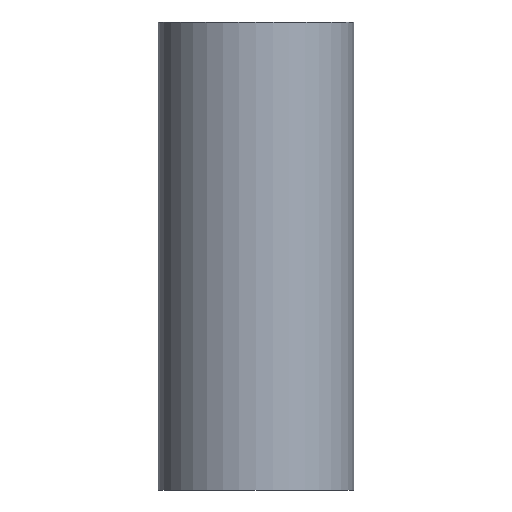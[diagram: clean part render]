
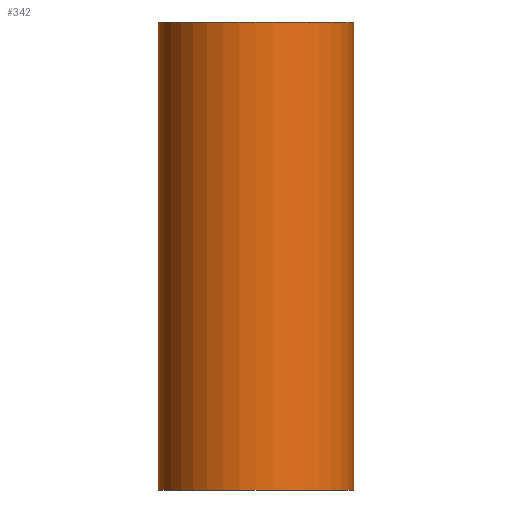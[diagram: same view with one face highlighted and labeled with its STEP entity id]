
A CAD part, front view. The second image highlights one B-rep face of the part: STEP entity #342.
In plain terms, the highlighted cylindrical face has radius 65 mm (diameter 130 mm), a partial arc.
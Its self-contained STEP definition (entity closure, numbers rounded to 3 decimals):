
#8 = CARTESIAN_POINT ( 'NONE',  ( 3694.403, 1099.365, -311. ) ) ;
#21 = DIRECTION ( 'NONE',  ( 0., 0., 1. ) ) ;
#29 = CARTESIAN_POINT ( 'NONE',  ( 3759.403, 1099.365, -494.848 ) ) ;
#39 = CIRCLE ( 'NONE', #349, 65. ) ;
#41 = CYLINDRICAL_SURFACE ( 'NONE', #172, 65. ) ;
#52 = DIRECTION ( 'NONE',  ( 1., 0., 0. ) ) ;
#55 = VECTOR ( 'NONE', #291, 1000. ) ;
#56 = EDGE_CURVE ( 'NONE', #127, #70, #39, .T. ) ;
#67 = DIRECTION ( 'NONE',  ( 1., 0., 0. ) ) ;
#70 = VERTEX_POINT ( 'NONE', #242 ) ;
#89 = CARTESIAN_POINT ( 'NONE',  ( 3629.403, 1099.365, -311. ) ) ;
#106 = EDGE_CURVE ( 'NONE', #232, #127, #162, .T. ) ;
#107 = LINE ( 'NONE', #29, #293 ) ;
#114 = CARTESIAN_POINT ( 'NONE',  ( 3759.403, 1099.365, -311. ) ) ;
#118 = FACE_OUTER_BOUND ( 'NONE', #175, .T. ) ;
#122 = ORIENTED_EDGE ( 'NONE', *, *, #106, .F. ) ;
#123 = DIRECTION ( 'NONE',  ( 0., 0., 1. ) ) ;
#126 = ORIENTED_EDGE ( 'NONE', *, *, #169, .T. ) ;
#127 = VERTEX_POINT ( 'NONE', #190 ) ;
#139 = CIRCLE ( 'NONE', #230, 65. ) ;
#154 = CARTESIAN_POINT ( 'NONE',  ( 3629.403, 1099.365, -494.848 ) ) ;
#162 = LINE ( 'NONE', #154, #55 ) ;
#169 = EDGE_CURVE ( 'NONE', #177, #70, #107, .T. ) ;
#172 = AXIS2_PLACEMENT_3D ( 'NONE', #197, #123, #67 ) ;
#175 = EDGE_LOOP ( 'NONE', ( #122, #341, #126, #204 ) ) ;
#177 = VERTEX_POINT ( 'NONE', #114 ) ;
#182 = CARTESIAN_POINT ( 'NONE',  ( 3694.403, 1099.365, 0. ) ) ;
#190 = CARTESIAN_POINT ( 'NONE',  ( 3629.403, 1099.365, 0. ) ) ;
#191 = EDGE_CURVE ( 'NONE', #232, #177, #139, .T. ) ;
#197 = CARTESIAN_POINT ( 'NONE',  ( 3694.403, 1099.365, -494.848 ) ) ;
#204 = ORIENTED_EDGE ( 'NONE', *, *, #56, .F. ) ;
#230 = AXIS2_PLACEMENT_3D ( 'NONE', #8, #331, #273 ) ;
#232 = VERTEX_POINT ( 'NONE', #89 ) ;
#241 = DIRECTION ( 'NONE',  ( 0., 0., 1. ) ) ;
#242 = CARTESIAN_POINT ( 'NONE',  ( 3759.403, 1099.365, 0. ) ) ;
#273 = DIRECTION ( 'NONE',  ( -1., 0., 0. ) ) ;
#291 = DIRECTION ( 'NONE',  ( 0., 0., 1. ) ) ;
#293 = VECTOR ( 'NONE', #241, 1000. ) ;
#331 = DIRECTION ( 'NONE',  ( 0., 0., 1. ) ) ;
#341 = ORIENTED_EDGE ( 'NONE', *, *, #191, .T. ) ;
#342 = ADVANCED_FACE ( 'NONE', ( #118 ), #41, .T. ) ;
#349 = AXIS2_PLACEMENT_3D ( 'NONE', #182, #21, #52 ) ;
